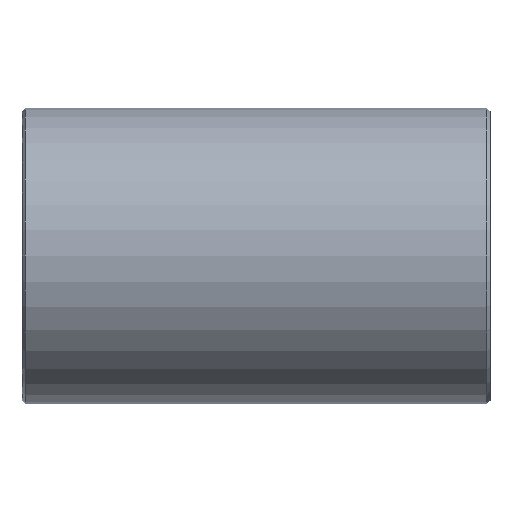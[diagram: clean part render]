
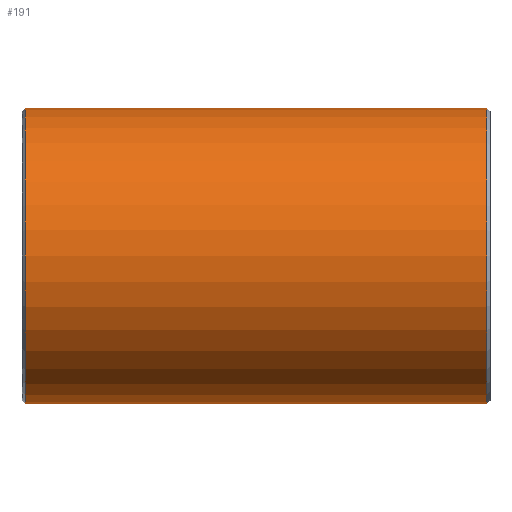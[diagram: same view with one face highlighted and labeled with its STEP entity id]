
A CAD part, front view. The second image highlights one B-rep face of the part: STEP entity #191.
In plain terms, the highlighted cylindrical face has radius 136.525 mm (diameter 273.05 mm), a partial arc.
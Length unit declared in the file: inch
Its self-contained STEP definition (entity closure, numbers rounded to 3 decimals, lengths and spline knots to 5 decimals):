
#7 = LINE ( 'NONE', #270, #578 ) ;
#11 = CARTESIAN_POINT ( 'NONE',  ( -8.37833, 0., 0. ) ) ;
#15 = VECTOR ( 'NONE', #93, 39.37008 ) ;
#45 = AXIS2_PLACEMENT_3D ( 'NONE', #647, #66, #569 ) ;
#66 = DIRECTION ( 'NONE',  ( -1., 0., 0. ) ) ;
#79 = CARTESIAN_POINT ( 'NONE',  ( 8.37833, 0., -5.375 ) ) ;
#93 = DIRECTION ( 'NONE',  ( -1., 0., 0. ) ) ;
#97 = LINE ( 'NONE', #692, #15 ) ;
#136 = DIRECTION ( 'NONE',  ( 0., 0., 1. ) ) ;
#159 = DIRECTION ( 'NONE',  ( 0., 0., -1. ) ) ;
#163 = DIRECTION ( 'NONE',  ( -1., 0., 0. ) ) ;
#191 = ADVANCED_FACE ( 'NONE', ( #445 ), #640, .T. ) ;
#193 = AXIS2_PLACEMENT_3D ( 'NONE', #11, #583, #136 ) ;
#269 = ORIENTED_EDGE ( 'NONE', *, *, #755, .F. ) ;
#270 = CARTESIAN_POINT ( 'NONE',  ( 8.5, 0., -5.375 ) ) ;
#272 = CARTESIAN_POINT ( 'NONE',  ( 8.37833, 0., 5.375 ) ) ;
#283 = VERTEX_POINT ( 'NONE', #662 ) ;
#342 = ORIENTED_EDGE ( 'NONE', *, *, #630, .T. ) ;
#405 = ORIENTED_EDGE ( 'NONE', *, *, #624, .T. ) ;
#409 = VERTEX_POINT ( 'NONE', #79 ) ;
#445 = FACE_OUTER_BOUND ( 'NONE', #536, .T. ) ;
#459 = CARTESIAN_POINT ( 'NONE',  ( -8.37833, 0., -5.375 ) ) ;
#494 = AXIS2_PLACEMENT_3D ( 'NONE', #614, #163, #159 ) ;
#536 = EDGE_LOOP ( 'NONE', ( #269, #405, #342, #654 ) ) ;
#537 = VERTEX_POINT ( 'NONE', #272 ) ;
#569 = DIRECTION ( 'NONE',  ( 0., 0., 1. ) ) ;
#575 = VERTEX_POINT ( 'NONE', #459 ) ;
#578 = VECTOR ( 'NONE', #655, 39.37008 ) ;
#583 = DIRECTION ( 'NONE',  ( 1., 0., 0. ) ) ;
#602 = CIRCLE ( 'NONE', #494, 5.375 ) ;
#614 = CARTESIAN_POINT ( 'NONE',  ( 8.37833, 0., 0. ) ) ;
#624 = EDGE_CURVE ( 'NONE', #409, #537, #602, .T. ) ;
#630 = EDGE_CURVE ( 'NONE', #537, #283, #97, .T. ) ;
#640 = CYLINDRICAL_SURFACE ( 'NONE', #45, 5.375 ) ;
#647 = CARTESIAN_POINT ( 'NONE',  ( 8.5, 0., 0. ) ) ;
#654 = ORIENTED_EDGE ( 'NONE', *, *, #832, .T. ) ;
#655 = DIRECTION ( 'NONE',  ( -1., 0., 0. ) ) ;
#662 = CARTESIAN_POINT ( 'NONE',  ( -8.37833, 0., 5.375 ) ) ;
#692 = CARTESIAN_POINT ( 'NONE',  ( 8.5, 0., 5.375 ) ) ;
#755 = EDGE_CURVE ( 'NONE', #409, #575, #7, .T. ) ;
#768 = CIRCLE ( 'NONE', #193, 5.375 ) ;
#832 = EDGE_CURVE ( 'NONE', #283, #575, #768, .T. ) ;
